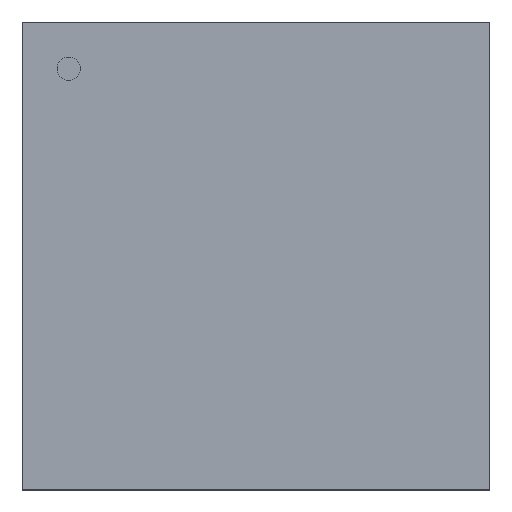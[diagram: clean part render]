
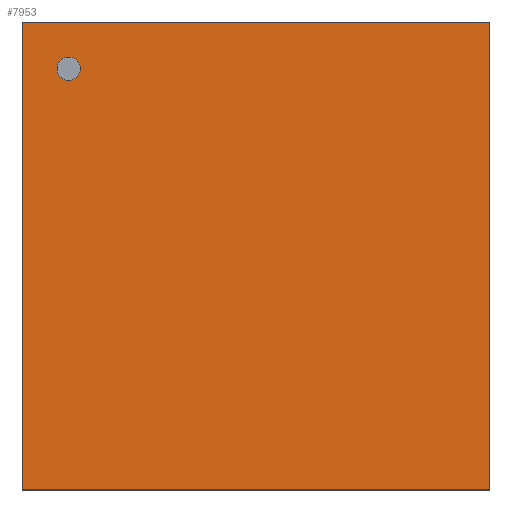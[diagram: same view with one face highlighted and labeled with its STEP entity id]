
A CAD part, top view. The second image highlights one B-rep face of the part: STEP entity #7953.
In plain terms, the highlighted planar face has unit normal (0, 0, 1).
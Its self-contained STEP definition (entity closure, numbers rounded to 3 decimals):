
#2942 = VERTEX_POINT('',#2943);
#2943 = CARTESIAN_POINT('',(-7.544,7.544,1.499));
#2949 = EDGE_CURVE('',#2950,#2942,#2952,.T.);
#2950 = VERTEX_POINT('',#2951);
#2951 = CARTESIAN_POINT('',(7.544,7.544,1.499));
#2952 = LINE('',#2953,#2954);
#2953 = CARTESIAN_POINT('',(7.544,7.544,1.499));
#2954 = VECTOR('',#2955,1.);
#2955 = DIRECTION('',(-1.,0.,0.));
#2973 = VERTEX_POINT('',#2974);
#2974 = CARTESIAN_POINT('',(-7.544,-7.544,1.499));
#2980 = EDGE_CURVE('',#2942,#2973,#2981,.T.);
#2981 = LINE('',#2982,#2983);
#2982 = CARTESIAN_POINT('',(-7.544,7.544,1.499));
#2983 = VECTOR('',#2984,1.);
#2984 = DIRECTION('',(0.,-1.,0.));
#2997 = EDGE_CURVE('',#2998,#2950,#3000,.T.);
#2998 = VERTEX_POINT('',#2999);
#2999 = CARTESIAN_POINT('',(7.544,-7.544,1.499));
#3000 = LINE('',#3001,#3002);
#3001 = CARTESIAN_POINT('',(7.544,-7.544,1.499));
#3002 = VECTOR('',#3003,1.);
#3003 = DIRECTION('',(0.,1.,0.));
#3021 = EDGE_CURVE('',#2973,#2998,#3022,.T.);
#3022 = LINE('',#3023,#3024);
#3023 = CARTESIAN_POINT('',(-7.544,-7.544,1.499));
#3024 = VECTOR('',#3025,1.);
#3025 = DIRECTION('',(1.,0.,0.));
#7953 = ADVANCED_FACE('',(#7954,#7960),#7971,.T.);
#7954 = FACE_BOUND('',#7955,.T.);
#7955 = EDGE_LOOP('',(#7956,#7957,#7958,#7959));
#7956 = ORIENTED_EDGE('',*,*,#3021,.T.);
#7957 = ORIENTED_EDGE('',*,*,#2997,.T.);
#7958 = ORIENTED_EDGE('',*,*,#2949,.T.);
#7959 = ORIENTED_EDGE('',*,*,#2980,.T.);
#7960 = FACE_BOUND('',#7961,.T.);
#7961 = EDGE_LOOP('',(#7962));
#7962 = ORIENTED_EDGE('',*,*,#7963,.T.);
#7963 = EDGE_CURVE('',#7964,#7964,#7966,.T.);
#7964 = VERTEX_POINT('',#7965);
#7965 = CARTESIAN_POINT('',(-6.412,6.035,1.499));
#7966 = CIRCLE('',#7967,0.377);
#7967 = AXIS2_PLACEMENT_3D('',#7968,#7969,#7970);
#7968 = CARTESIAN_POINT('',(-6.035,6.035,1.499));
#7969 = DIRECTION('',(0.,0.,-1.));
#7970 = DIRECTION('',(1.,0.,0.));
#7971 = PLANE('',#7972);
#7972 = AXIS2_PLACEMENT_3D('',#7973,#7974,#7975);
#7973 = CARTESIAN_POINT('',(-7.544,-7.544,1.499));
#7974 = DIRECTION('',(0.,0.,1.));
#7975 = DIRECTION('',(0.,1.,0.));
